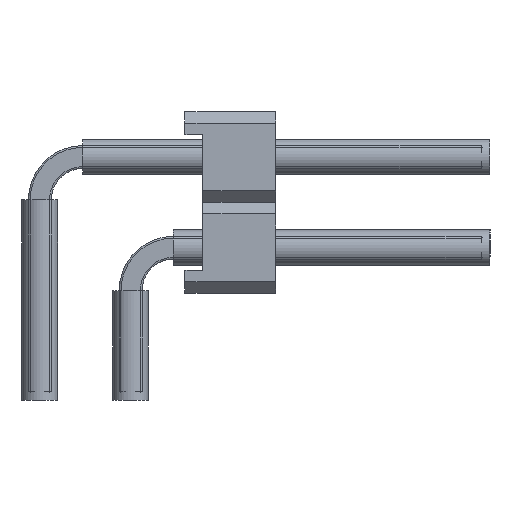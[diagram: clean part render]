
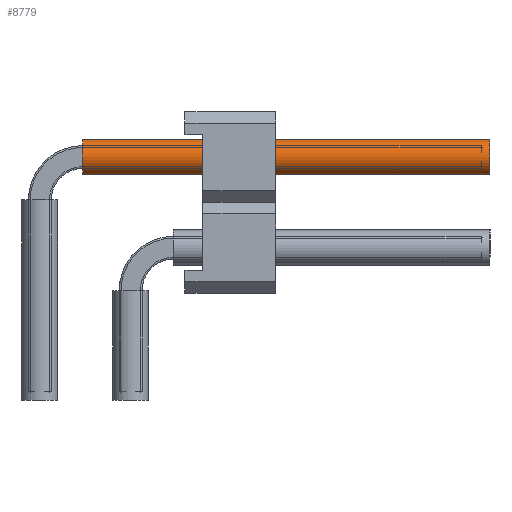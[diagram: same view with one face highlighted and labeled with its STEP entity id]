
A CAD part, left-side view. The second image highlights one B-rep face of the part: STEP entity #8779.
In plain terms, the highlighted cylindrical face has radius 0.5 mm (diameter 1 mm), a full revolution.
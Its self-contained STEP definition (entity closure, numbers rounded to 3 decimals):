
#4820=ORIENTED_EDGE('',*,*,#6072,.F.);
#4821=ORIENTED_EDGE('',*,*,#6073,.T.);
#6072=EDGE_CURVE('',#6904,#6904,#7200,.T.);
#6073=EDGE_CURVE('',#6905,#6905,#7201,.T.);
#6904=VERTEX_POINT('',#14661);
#6905=VERTEX_POINT('',#14663);
#7200=CIRCLE('',#9606,0.5);
#7201=CIRCLE('',#9607,0.5);
#7698=EDGE_LOOP('',(#4820));
#7699=EDGE_LOOP('',(#4821));
#8196=FACE_BOUND('',#7698,.T.);
#8197=FACE_BOUND('',#7699,.T.);
#8349=CYLINDRICAL_SURFACE('',#9605,0.5);
#8779=ADVANCED_FACE('',(#8196,#8197),#8349,.F.);
#9605=AXIS2_PLACEMENT_3D('',#14659,#12080,#12081);
#9606=AXIS2_PLACEMENT_3D('',#14660,#12082,#12083);
#9607=AXIS2_PLACEMENT_3D('',#14662,#12084,#12085);
#12080=DIRECTION('',(1.,0.,0.));
#12081=DIRECTION('',(0.,0.,-1.));
#12082=DIRECTION('',(-1.,0.,0.));
#12083=DIRECTION('',(0.,0.,1.));
#12084=DIRECTION('',(-1.,0.,0.));
#12085=DIRECTION('',(0.,0.,1.));
#14659=CARTESIAN_POINT('',(1.2,0.,6.81));
#14660=CARTESIAN_POINT('',(12.6,0.,6.81));
#14661=CARTESIAN_POINT('',(12.6,0.,7.31));
#14662=CARTESIAN_POINT('',(1.2,0.,6.81));
#14663=CARTESIAN_POINT('',(1.2,0.,7.31));
